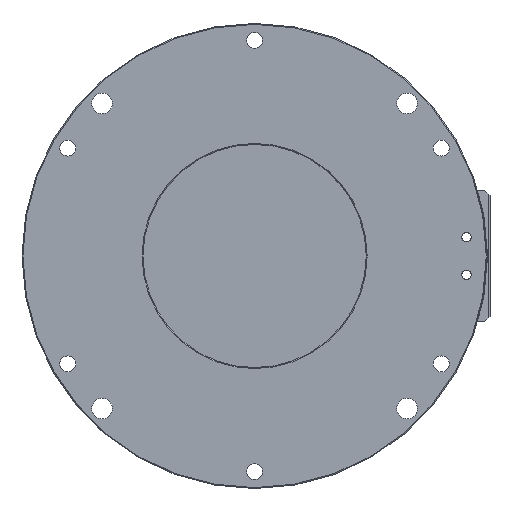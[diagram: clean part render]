
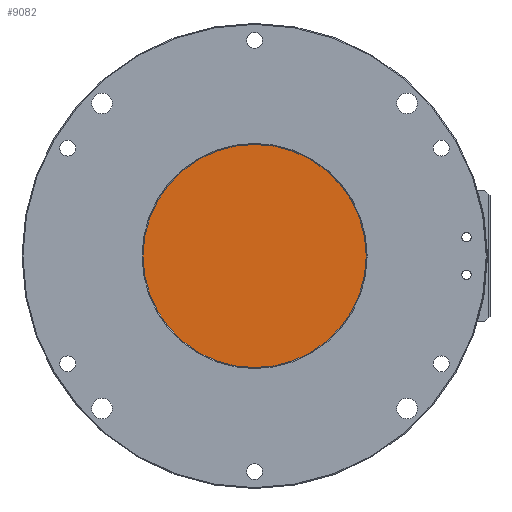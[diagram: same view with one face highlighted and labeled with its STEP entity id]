
A CAD part, left-side view. The second image highlights one B-rep face of the part: STEP entity #9082.
In plain terms, the highlighted planar face has unit normal (-1, 0, 0).
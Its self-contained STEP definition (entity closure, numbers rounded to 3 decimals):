
#31 = DIRECTION ( 'NONE',  ( 0., 0., -1. ) ) ;
#397 = EDGE_LOOP ( 'NONE', ( #2705, #6695 ) ) ;
#889 = DIRECTION ( 'NONE',  ( 1., 0., 0. ) ) ;
#1256 = CARTESIAN_POINT ( 'NONE',  ( -17.5, 0., 59.5 ) ) ;
#2146 = CARTESIAN_POINT ( 'NONE',  ( -17.5, 0., -59.5 ) ) ;
#2395 = AXIS2_PLACEMENT_3D ( 'NONE', #10846, #9929, #7367 ) ;
#2397 = AXIS2_PLACEMENT_3D ( 'NONE', #5176, #889, #31 ) ;
#2705 = ORIENTED_EDGE ( 'NONE', *, *, #3017, .F. ) ;
#2805 = PLANE ( 'NONE',  #9248 ) ;
#2844 = DIRECTION ( 'NONE',  ( -1., 0., 0. ) ) ;
#3017 = EDGE_CURVE ( 'NONE', #11218, #3056, #6445, .T. ) ;
#3056 = VERTEX_POINT ( 'NONE', #2146 ) ;
#3713 = DIRECTION ( 'NONE',  ( 0., 0., 1. ) ) ;
#4107 = CIRCLE ( 'NONE', #2397, 59.5 ) ;
#4187 = FACE_OUTER_BOUND ( 'NONE', #397, .T. ) ;
#5176 = CARTESIAN_POINT ( 'NONE',  ( -17.5, 0., 0. ) ) ;
#5495 = EDGE_CURVE ( 'NONE', #3056, #11218, #4107, .T. ) ;
#6445 = CIRCLE ( 'NONE', #2395, 59.5 ) ;
#6695 = ORIENTED_EDGE ( 'NONE', *, *, #5495, .F. ) ;
#7367 = DIRECTION ( 'NONE',  ( 0., 0., -1. ) ) ;
#9082 = ADVANCED_FACE ( 'NONE', ( #4187 ), #2805, .T. ) ;
#9248 = AXIS2_PLACEMENT_3D ( 'NONE', #9728, #2844, #3713 ) ;
#9728 = CARTESIAN_POINT ( 'NONE',  ( -17.5, 59.5, 0. ) ) ;
#9929 = DIRECTION ( 'NONE',  ( 1., 0., 0. ) ) ;
#10846 = CARTESIAN_POINT ( 'NONE',  ( -17.5, 0., 0. ) ) ;
#11218 = VERTEX_POINT ( 'NONE', #1256 ) ;
